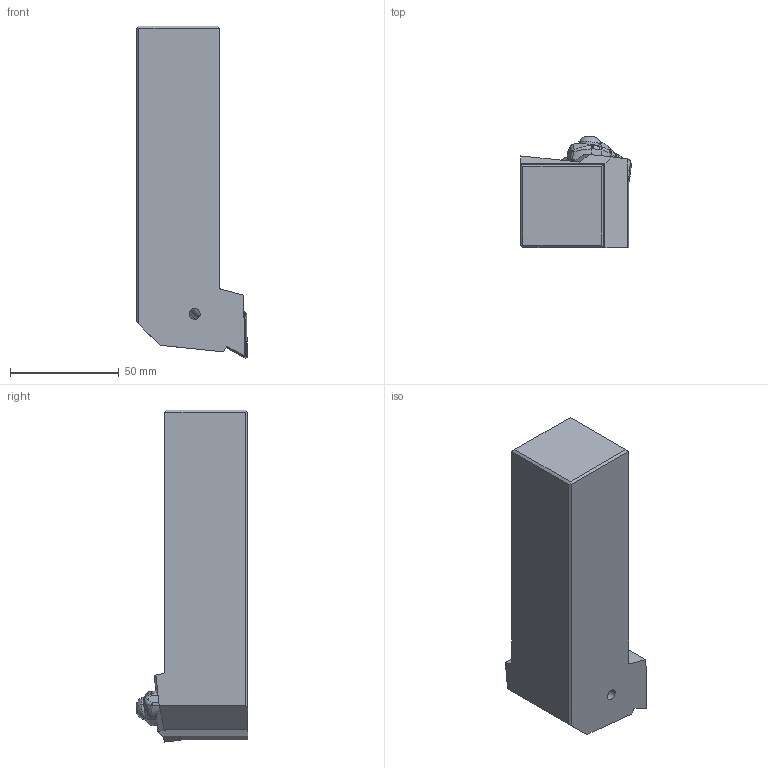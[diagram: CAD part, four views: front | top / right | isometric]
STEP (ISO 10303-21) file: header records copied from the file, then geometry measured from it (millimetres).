
FILE_DESCRIPTION(/* description */ (''),/* implementation_level */ '2;1');
FILE_NAME(/* name */ 'DTGNL-244_IR0_031.stp',/* time_stamp */ '2023-02-09T11:32:08+09:00',/* author */ (''),/* organization */ (''),/* preprocessor_version */ 'ST-DEVELOPER v16',/* originating_system */ 'SIEMENS PLM Software NX 10.0',/* authorisation */ '');
FILE_SCHEMA (('AUTOMOTIVE_DESIGN { 1 0 10303 214 3 1 1 1 }'));
Length unit declared in the file: millimetre
Products named in the file (1): DTGNL-244_IR0_031_ASM
Bounding box: 50.8 x 51.24 x 152.4 mm (x, y, z)
Volume: 226690.3 mm3; surface area: 30352.5 mm2
Topology: 2 solids, 2 shells, 259 faces, 744 edges, 493 vertices
Faces by surface type: cylinder 92, plane 76, bspline 59, cone 14, torus 14, sphere 4
Entity records: 11896 total; most frequent: CARTESIAN_POINT 5368, ORIENTED_EDGE 1460, DIRECTION 1258, EDGE_CURVE 730, AXIS2_PLACEMENT_3D 505, VERTEX_POINT 480, EDGE_LOOP 270, CIRCLE 269
